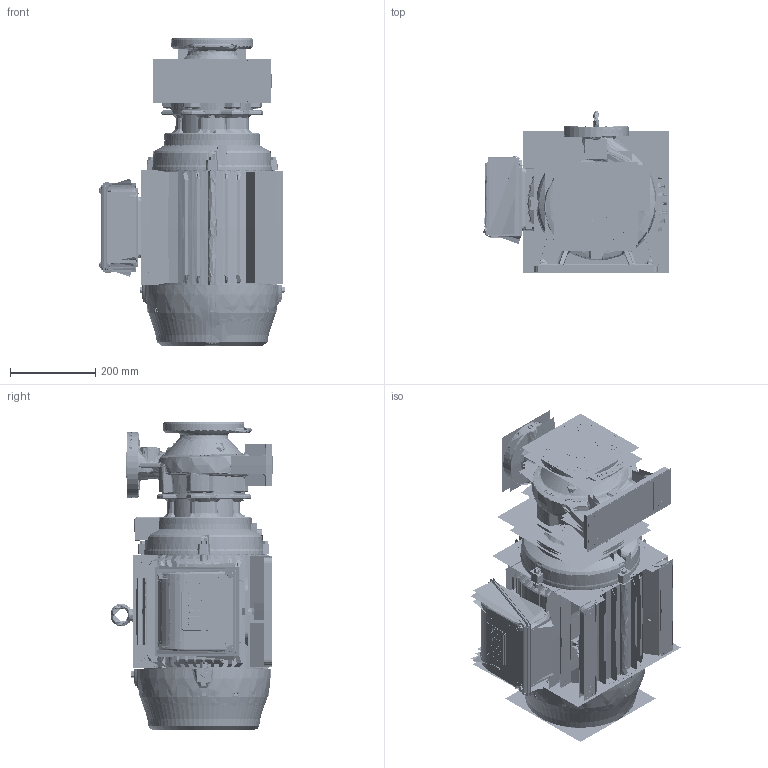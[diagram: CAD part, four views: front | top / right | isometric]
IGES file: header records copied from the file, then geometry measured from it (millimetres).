
Start section:  PTC IGES file: 87233517-00_asm.igs
Global section: file name: 87233517-00_asm.igs; native system: Creo Parametric by PTC Inc.; preprocessor: 2019224; author: santl04; organization: Unknown; date: 20210709.161811; units: millimetre
Bounding box: 436.44 x 380.72 x 722.33 mm (x, y, z)
Volume: 100384112 mm3; surface area: 33157242.9 mm2
Topology: 7 solids, 17 shells, 11390 faces, 61847 edges, 80362 vertices
Faces by surface type: bspline 8162, revolution 3208, extrusion 20
